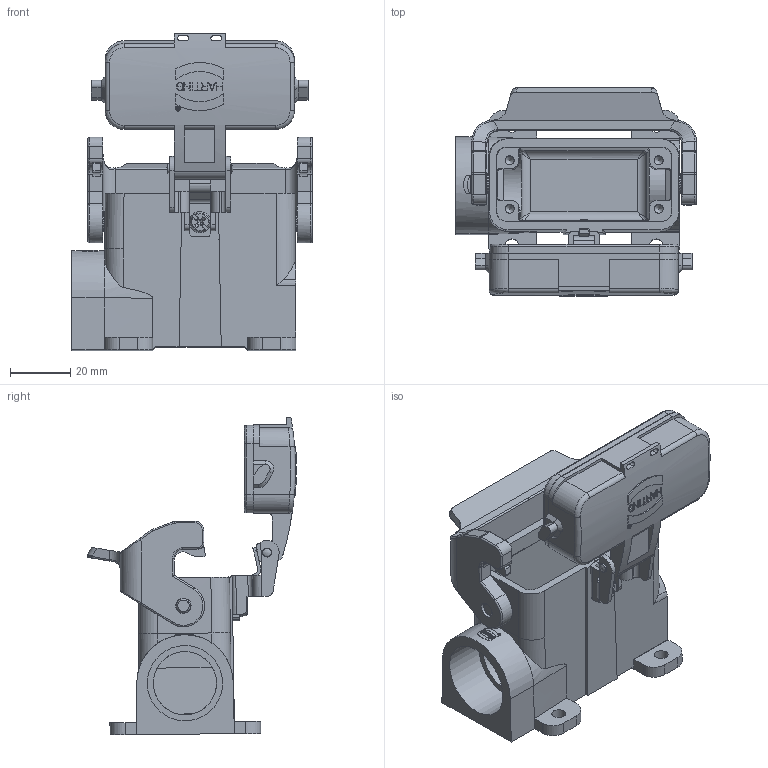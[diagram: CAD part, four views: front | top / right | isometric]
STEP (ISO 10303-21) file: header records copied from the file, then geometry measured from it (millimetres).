
FILE_DESCRIPTION((''),'2;1');
FILE_NAME('05200100264.stp','2020-07-08T08:07:30',('e.eickhoff'),(''),'Autodesk Inventor 2012','Autodesk Inventor 2012','');
FILE_SCHEMA(('AUTOMOTIVE_DESIGN { 1 0 10303 214 1 1 1 1 }'));
Length unit declared in the file: millimetre
Products named in the file (3): 05200100264; 05200100264 deckel
Assembly tree (2 placements, depth 2):
  05200100264
    05200100264 deckel
    05200100264
Bounding box: 79.9 x 69.33 x 105.39 mm (x, y, z)
Volume: 69400.7 mm3; surface area: 47131.6 mm2
Topology: 8 solids, 9 shells, 925 faces, 2942 edges, 2574 vertices
Faces by surface type: plane 437, cylinder 287, bspline 124, torus 44, cone 31, sphere 2
Full cylindrical faces by diameter (mm): 0.66 x1, 1.52 x1, 1.68 x1, 3 x8, 3.436 x1, 4 x2, 4.6 x4, 4.8 x2, 5.1 x2, 6.6 x2, 7 x1, 21 x1, 23.6 x1, 25 x1
Entity records: 37647 total; most frequent: CARTESIAN_POINT 11513, DIRECTION 4884, ORIENTED_EDGE 4698, EDGE_CURVE 2349, AXIS2_PLACEMENT_3D 1703, VERTEX_POINT 1521, VECTOR 1478, LINE 1478
